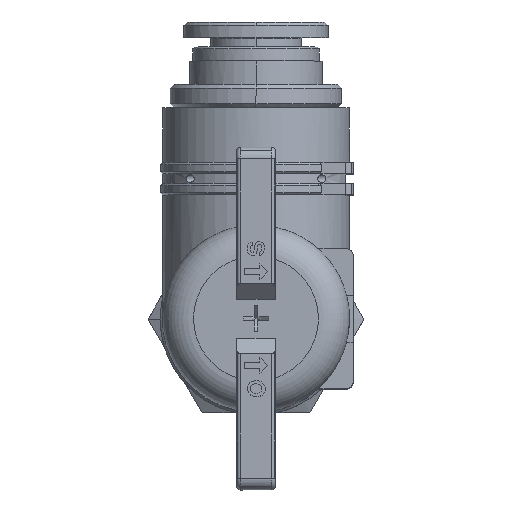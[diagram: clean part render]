
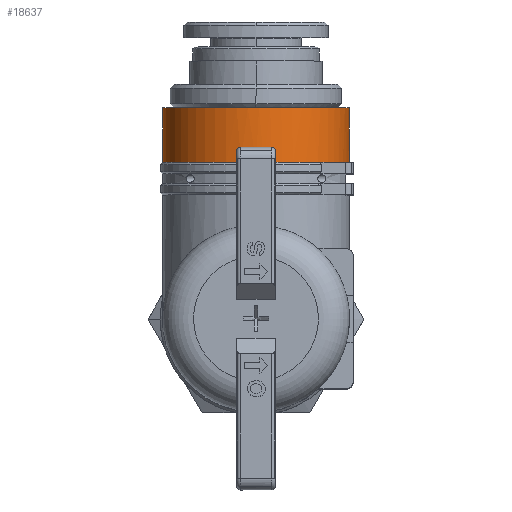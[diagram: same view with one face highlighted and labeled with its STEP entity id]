
A CAD part, top view. The second image highlights one B-rep face of the part: STEP entity #18637.
In plain terms, the highlighted cylindrical face has radius 12 mm (diameter 24 mm), a partial arc.
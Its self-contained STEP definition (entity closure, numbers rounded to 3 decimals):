
#84 = CARTESIAN_POINT ( 'NONE',  ( 10.851, 11.45, 13.211 ) ) ;
#387 = CARTESIAN_POINT ( 'NONE',  ( 12., 18.45, 7.95 ) ) ;
#1116 = CARTESIAN_POINT ( 'NONE',  ( -6.043, 18.45, 18.435 ) ) ;
#1236 = DIRECTION ( 'NONE',  ( 0., 1., 0. ) ) ;
#1621 = CARTESIAN_POINT ( 'NONE',  ( 7.937, 11.45, 16.95 ) ) ;
#2750 = VERTEX_POINT ( 'NONE', #29646 ) ;
#2817 = CARTESIAN_POINT ( 'NONE',  ( -12., 11.45, 7.95 ) ) ;
#3072 = CARTESIAN_POINT ( 'NONE',  ( 9.596, 18.45, 15.325 ) ) ;
#4248 = CARTESIAN_POINT ( 'NONE',  ( -12., 16.117, 7.95 ) ) ;
#4575 = ORIENTED_EDGE ( 'NONE', *, *, #21501, .T. ) ;
#4735 = VERTEX_POINT ( 'NONE', #7634 ) ;
#5726 = EDGE_CURVE ( 'NONE', #4735, #33418, #9670, .T. ) ;
#5762 = CARTESIAN_POINT ( 'NONE',  ( 10.485, 18.45, 13.993 ) ) ;
#6293 = CARTESIAN_POINT ( 'NONE',  ( 12., 11.45, 7.95 ) ) ;
#6530 = EDGE_LOOP ( 'NONE', ( #22436, #9261, #31297, #4575, #30089, #15603, #12394 ) ) ;
#7634 = CARTESIAN_POINT ( 'NONE',  ( 7.937, 11.45, 16.95 ) ) ;
#8647 = CARTESIAN_POINT ( 'NONE',  ( 6.043, 18.45, 18.435 ) ) ;
#9261 = ORIENTED_EDGE ( 'NONE', *, *, #9769, .T. ) ;
#9338 = EDGE_CURVE ( 'NONE', #29172, #2750, #19172, .T. ) ;
#9670 = B_SPLINE_CURVE_WITH_KNOTS ( 'NONE', 3,
 ( #1621, #26018, #23294, #20782, #12533, #14687 ),
 .UNSPECIFIED., .F., .F.,
 ( 4, 2, 4 ),
 ( 0., 0.5, 1. ),
 .UNSPECIFIED. ) ;
#9769 = EDGE_CURVE ( 'NONE', #19365, #2750, #33119, .T. ) ;
#10697 = CARTESIAN_POINT ( 'NONE',  ( 9.605, 11.45, 15.241 ) ) ;
#10731 = CARTESIAN_POINT ( 'NONE',  ( -11.688, 11.45, 11.091 ) ) ;
#11039 = CARTESIAN_POINT ( 'NONE',  ( 11.321, 11.45, 12.103 ) ) ;
#11096 = AXIS2_PLACEMENT_3D ( 'NONE', #26350, #1236, #34298 ) ;
#11325 = CARTESIAN_POINT ( 'NONE',  ( 3.141, 18.45, 19.638 ) ) ;
#11494 = CARTESIAN_POINT ( 'NONE',  ( -1.571, 18.45, 19.95 ) ) ;
#11677 = CARTESIAN_POINT ( 'NONE',  ( 7.375, 18.45, 17.546 ) ) ;
#11972 = FACE_OUTER_BOUND ( 'NONE', #6530, .T. ) ;
#12394 = ORIENTED_EDGE ( 'NONE', *, *, #5726, .F. ) ;
#12533 = CARTESIAN_POINT ( 'NONE',  ( 1.445, 11.45, 19.95 ) ) ;
#13180 = CARTESIAN_POINT ( 'NONE',  ( -12., 13.783, 7.95 ) ) ;
#13581 = CARTESIAN_POINT ( 'NONE',  ( -10.485, 11.45, 13.993 ) ) ;
#14100 = CARTESIAN_POINT ( 'NONE',  ( -3.141, 11.45, 19.638 ) ) ;
#14687 = CARTESIAN_POINT ( 'NONE',  ( 0., 11.45, 19.95 ) ) ;
#15603 = ORIENTED_EDGE ( 'NONE', *, *, #31203, .F. ) ;
#16444 = CARTESIAN_POINT ( 'NONE',  ( -7.375, 11.45, 17.546 ) ) ;
#16894 = B_SPLINE_CURVE_WITH_KNOTS ( 'NONE', 3,
 ( #32436, #13180, #4248, #20910 ),
 .UNSPECIFIED., .F., .F.,
 ( 4, 4 ),
 ( 0., 1. ),
 .UNSPECIFIED. ) ;
#17220 = CARTESIAN_POINT ( 'NONE',  ( 12., 18.45, 9.521 ) ) ;
#17526 = CYLINDRICAL_SURFACE ( 'NONE', #11096, 12. ) ;
#18637 = ADVANCED_FACE ( 'NONE', ( #11972 ), #17526, .T. ) ;
#18951 = CARTESIAN_POINT ( 'NONE',  ( 0., 11.45, 19.95 ) ) ;
#19172 = B_SPLINE_CURVE_WITH_KNOTS ( 'NONE', 3,
 ( #19191, #22252, #25497, #6293 ),
 .UNSPECIFIED., .F., .F.,
 ( 4, 4 ),
 ( 0., 1. ),
 .UNSPECIFIED. ) ;
#19191 = CARTESIAN_POINT ( 'NONE',  ( 12., 18.45, 7.95 ) ) ;
#19365 = VERTEX_POINT ( 'NONE', #20798 ) ;
#20036 = CARTESIAN_POINT ( 'NONE',  ( 11.619, 11.45, 10.95 ) ) ;
#20095 = CARTESIAN_POINT ( 'NONE',  ( 1.571, 18.45, 19.95 ) ) ;
#20782 = CARTESIAN_POINT ( 'NONE',  ( 2.891, 11.45, 19.686 ) ) ;
#20798 = CARTESIAN_POINT ( 'NONE',  ( 11.619, 11.45, 10.95 ) ) ;
#20910 = CARTESIAN_POINT ( 'NONE',  ( -12., 18.45, 7.95 ) ) ;
#21501 = EDGE_CURVE ( 'NONE', #29172, #34037, #35387, .T. ) ;
#21788 = CARTESIAN_POINT ( 'NONE',  ( 7.937, 11.45, 16.95 ) ) ;
#21962 = EDGE_CURVE ( 'NONE', #25462, #34037, #16894, .T. ) ;
#22252 = CARTESIAN_POINT ( 'NONE',  ( 12., 16.117, 7.95 ) ) ;
#22263 = CARTESIAN_POINT ( 'NONE',  ( -11.688, 18.45, 11.091 ) ) ;
#22432 = CARTESIAN_POINT ( 'NONE',  ( -9.596, 18.45, 15.325 ) ) ;
#22436 = ORIENTED_EDGE ( 'NONE', *, *, #24007, .T. ) ;
#22614 = CARTESIAN_POINT ( 'NONE',  ( -10.485, 18.45, 13.993 ) ) ;
#22836 = B_SPLINE_CURVE_WITH_KNOTS ( 'NONE', 3,
 ( #18951, #27618, #14100, #30480, #16444, #29943, #13581, #10731, #24532, #2817 ),
 .UNSPECIFIED., .F., .F.,
 ( 4, 2, 2, 2, 4 ),
 ( 0., 0.25, 0.5, 0.75, 1. ),
 .UNSPECIFIED. ) ;
#22913 = CARTESIAN_POINT ( 'NONE',  ( 12., 11.45, 8.961 ) ) ;
#23063 = CARTESIAN_POINT ( 'NONE',  ( -12., 11.45, 7.95 ) ) ;
#23294 = CARTESIAN_POINT ( 'NONE',  ( 5.595, 11.45, 18.664 ) ) ;
#24007 = EDGE_CURVE ( 'NONE', #4735, #19365, #24431, .T. ) ;
#24431 = B_SPLINE_CURVE_WITH_KNOTS ( 'NONE', 3,
 ( #21788, #29382, #10697, #84, #11039, #29732 ),
 .UNSPECIFIED., .F., .F.,
 ( 4, 2, 4 ),
 ( 0., 0.5, 1. ),
 .UNSPECIFIED. ) ;
#24532 = CARTESIAN_POINT ( 'NONE',  ( -12., 11.45, 9.521 ) ) ;
#25462 = VERTEX_POINT ( 'NONE', #23063 ) ;
#25497 = CARTESIAN_POINT ( 'NONE',  ( 12., 13.783, 7.95 ) ) ;
#25640 = CARTESIAN_POINT ( 'NONE',  ( 11.872, 11.45, 9.971 ) ) ;
#25703 = CARTESIAN_POINT ( 'NONE',  ( -3.141, 18.45, 19.638 ) ) ;
#25858 = CARTESIAN_POINT ( 'NONE',  ( -12., 18.45, 7.95 ) ) ;
#26018 = CARTESIAN_POINT ( 'NONE',  ( 6.853, 11.45, 17.906 ) ) ;
#26350 = CARTESIAN_POINT ( 'NONE',  ( 0., -8.65, 7.95 ) ) ;
#26873 = CARTESIAN_POINT ( 'NONE',  ( 0., 11.45, 19.95 ) ) ;
#27618 = CARTESIAN_POINT ( 'NONE',  ( -1.571, 11.45, 19.95 ) ) ;
#28229 = CARTESIAN_POINT ( 'NONE',  ( -12., 18.45, 7.95 ) ) ;
#29172 = VERTEX_POINT ( 'NONE', #32269 ) ;
#29382 = CARTESIAN_POINT ( 'NONE',  ( 8.83, 11.45, 16.162 ) ) ;
#29646 = CARTESIAN_POINT ( 'NONE',  ( 12., 11.45, 7.95 ) ) ;
#29732 = CARTESIAN_POINT ( 'NONE',  ( 11.619, 11.45, 10.95 ) ) ;
#29943 = CARTESIAN_POINT ( 'NONE',  ( -9.596, 11.45, 15.325 ) ) ;
#30089 = ORIENTED_EDGE ( 'NONE', *, *, #21962, .F. ) ;
#30375 = CARTESIAN_POINT ( 'NONE',  ( 11.688, 18.45, 11.091 ) ) ;
#30480 = CARTESIAN_POINT ( 'NONE',  ( -6.043, 11.45, 18.435 ) ) ;
#30902 = CARTESIAN_POINT ( 'NONE',  ( -7.375, 18.45, 17.546 ) ) ;
#31203 = EDGE_CURVE ( 'NONE', #33418, #25462, #22836, .T. ) ;
#31297 = ORIENTED_EDGE ( 'NONE', *, *, #9338, .F. ) ;
#32269 = CARTESIAN_POINT ( 'NONE',  ( 12., 18.45, 7.95 ) ) ;
#32436 = CARTESIAN_POINT ( 'NONE',  ( -12., 11.45, 7.95 ) ) ;
#33119 = B_SPLINE_CURVE_WITH_KNOTS ( 'NONE', 3,
 ( #20036, #25640, #22913, #33931 ),
 .UNSPECIFIED., .F., .F.,
 ( 4, 4 ),
 ( 0., 1. ),
 .UNSPECIFIED. ) ;
#33418 = VERTEX_POINT ( 'NONE', #26873 ) ;
#33627 = CARTESIAN_POINT ( 'NONE',  ( -12., 18.45, 9.521 ) ) ;
#33931 = CARTESIAN_POINT ( 'NONE',  ( 12., 11.45, 7.95 ) ) ;
#34037 = VERTEX_POINT ( 'NONE', #25858 ) ;
#34298 = DIRECTION ( 'NONE',  ( 1., 0., 0. ) ) ;
#35387 = B_SPLINE_CURVE_WITH_KNOTS ( 'NONE', 3,
 ( #387, #17220, #30375, #5762, #3072, #11677, #8647, #11325, #20095, #11494, #25703, #1116, #30902, #22432, #22614, #22263, #33627, #28229 ),
 .UNSPECIFIED., .F., .F.,
 ( 4, 2, 2, 2, 2, 2, 2, 2, 4 ),
 ( 0., 0.125, 0.25, 0.375, 0.5, 0.625, 0.75, 0.875, 1. ),
 .UNSPECIFIED. ) ;
